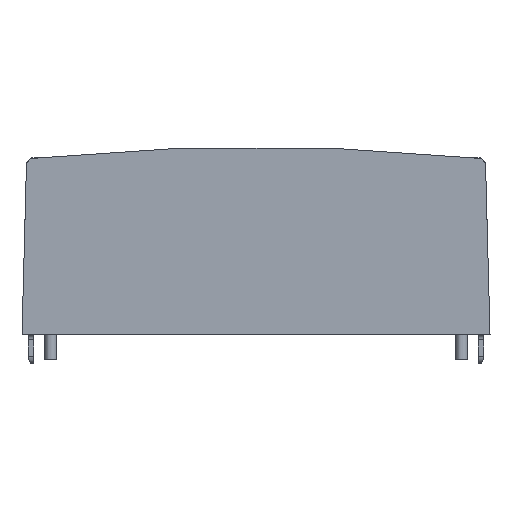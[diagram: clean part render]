
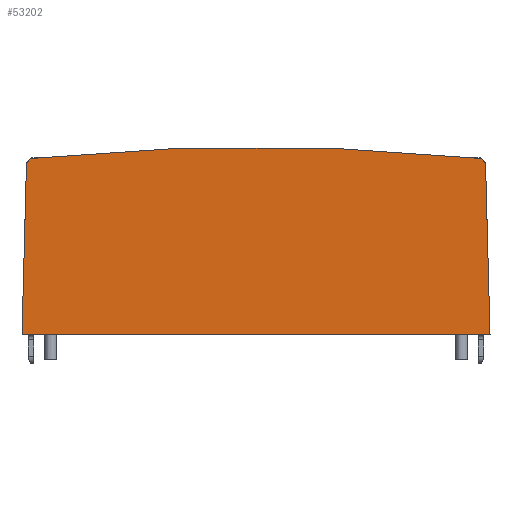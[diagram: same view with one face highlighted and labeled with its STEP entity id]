
A CAD part, left-side view. The second image highlights one B-rep face of the part: STEP entity #53202.
In plain terms, the highlighted planar face has unit normal (-1, 0, 0).
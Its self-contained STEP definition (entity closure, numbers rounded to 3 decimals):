
#2404=PLANE('',#56041);
#4396=FACE_OUTER_BOUND('',#7058,.T.);
#7058=EDGE_LOOP('',(#35158,#35159,#35160,#35161,#35162,#35163));
#10640=LINE('',#71895,#16188);
#10643=LINE('',#71905,#16191);
#10644=LINE('',#71906,#16192);
#16188=VECTOR('',#59481,42.859);
#16191=VECTOR('',#59490,42.859);
#16192=VECTOR('',#59491,119.);
#21735=CIRCLE('',#56039,2.);
#21736=CIRCLE('',#56042,550.);
#21737=CIRCLE('',#56043,2.);
#22512=VERTEX_POINT('',#71888);
#22513=VERTEX_POINT('',#71890);
#22514=VERTEX_POINT('',#71894);
#22516=VERTEX_POINT('',#71900);
#22517=VERTEX_POINT('',#71902);
#22518=VERTEX_POINT('',#71904);
#27693=EDGE_CURVE('',#22512,#22513,#21735,.T.);
#27695=EDGE_CURVE('',#22513,#22514,#10640,.T.);
#27698=EDGE_CURVE('',#22516,#22512,#21736,.T.);
#27699=EDGE_CURVE('',#22517,#22516,#21737,.T.);
#27700=EDGE_CURVE('',#22518,#22517,#10643,.T.);
#27701=EDGE_CURVE('',#22514,#22518,#10644,.T.);
#35158=ORIENTED_EDGE('',*,*,#27693,.F.);
#35159=ORIENTED_EDGE('',*,*,#27698,.F.);
#35160=ORIENTED_EDGE('',*,*,#27699,.F.);
#35161=ORIENTED_EDGE('',*,*,#27700,.F.);
#35162=ORIENTED_EDGE('',*,*,#27701,.F.);
#35163=ORIENTED_EDGE('',*,*,#27695,.F.);
#53202=ADVANCED_FACE('',(#4396),#2404,.F.);
#56039=AXIS2_PLACEMENT_3D('',#71891,#59476,#59477);
#56041=AXIS2_PLACEMENT_3D('',#71899,#59484,#59485);
#56042=AXIS2_PLACEMENT_3D('',#71901,#59486,#59487);
#56043=AXIS2_PLACEMENT_3D('',#71903,#59488,#59489);
#59476=DIRECTION('center_axis',(1.,0.,0.));
#59477=DIRECTION('ref_axis',(0.,-0.734,0.679));
#59481=DIRECTION('',(0.,-0.026,-1.));
#59484=DIRECTION('center_axis',(1.,0.,0.));
#59485=DIRECTION('ref_axis',(0.,0.,1.));
#59486=DIRECTION('center_axis',(1.,0.,0.));
#59487=DIRECTION('ref_axis',(0.,0.106,0.994));
#59488=DIRECTION('center_axis',(1.,0.,0.));
#59489=DIRECTION('ref_axis',(0.,0.734,0.679));
#59490=DIRECTION('',(0.,-0.026,1.));
#59491=DIRECTION('',(0.,1.,0.));
#71888=CARTESIAN_POINT('',(-50.055,-58.949,26.032));
#71890=CARTESIAN_POINT('',(-50.055,-60.742,24.095));
#71891=CARTESIAN_POINT('Origin',(-50.055,-58.743,24.043));
#71894=CARTESIAN_POINT('',(-50.055,-61.864,-18.749));
#71895=CARTESIAN_POINT('',(-50.055,-60.696,25.849));
#71899=CARTESIAN_POINT('Origin',(-50.055,-2.364,4.074));
#71900=CARTESIAN_POINT('',(-50.055,54.22,26.032));
#71901=CARTESIAN_POINT('Origin',(-50.055,-2.364,-521.049));
#71902=CARTESIAN_POINT('',(-50.055,56.014,24.095));
#71903=CARTESIAN_POINT('Origin',(-50.055,54.014,24.043));
#71904=CARTESIAN_POINT('',(-50.055,57.136,-18.749));
#71905=CARTESIAN_POINT('',(-50.055,57.136,-18.749));
#71906=CARTESIAN_POINT('',(-50.055,-61.864,-18.749));
